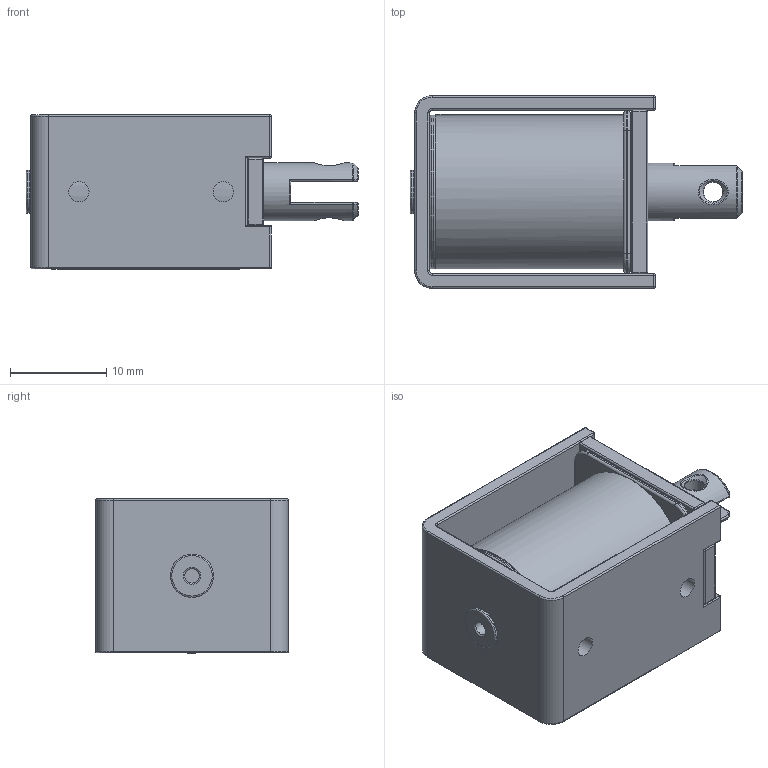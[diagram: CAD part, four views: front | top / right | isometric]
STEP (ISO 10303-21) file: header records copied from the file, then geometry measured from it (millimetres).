
FILE_DESCRIPTION(/* description */ ('Unknown'),/* implementation_level */ '2;1');
FILE_NAME(/* name */ 'RD-A625-parametric',/* time_stamp */ '2021-04-20T09:03:55+01:00',/* author */ ('Unknown'),/* organization */ ('Unknown'),/* preprocessor_version */ 'ST-DEVELOPER v16.7',/* originating_system */ 'DEX',/* authorisation */ $);
FILE_SCHEMA (('AUTOMOTIVE_DESIGN {1 0 10303 214 3 1 1}'));
Length unit declared in the file: millimetre
Products named in the file (10): RD-A625-parametric; RD-A625-fixed; RD-A625-frame; RD-A625-stop; RD-A625-coil; RD-A625-bobbin; RD-A625-tape; RD-A625-end; RD-A625-plunger
Assembly tree (9 placements, depth 4):
  RD-A625-parametric
    RD-A625-fixed
      RD-A625-frame
      RD-A625-stop
      RD-A625-coil
        RD-A625-bobbin
        RD-A625-coil
        RD-A625-tape
      RD-A625-end
    RD-A625-plunger
Bounding box: 34.5 x 20 x 16.04 mm (x, y, z)
Volume: 5678.5 mm3; surface area: 13002.9 mm2
Topology: 7 solids, 7 shells, 276 faces, 622 edges, 330 vertices
Faces by surface type: cylinder 114, plane 57, torus 51, sphere 40, bspline 8, cone 6
Full cylindrical faces by diameter (mm): 1.5 x1, 2 x2, 2.113 x4, 3.5 x2, 4.5 x1, 6 x1, 6.3 x1, 6.4 x1, 7.4 x2, 7.5 x1, 8.6 x1, 15 x1, 16 x1
Entity records: 8311 total; most frequent: CARTESIAN_POINT 1683, DIRECTION 1334, ORIENTED_EDGE 1022, AXIS2_PLACEMENT_3D 565, EDGE_CURVE 511, EDGE_LOOP 358, FACE_BOUND 358, VERTEX_POINT 309
